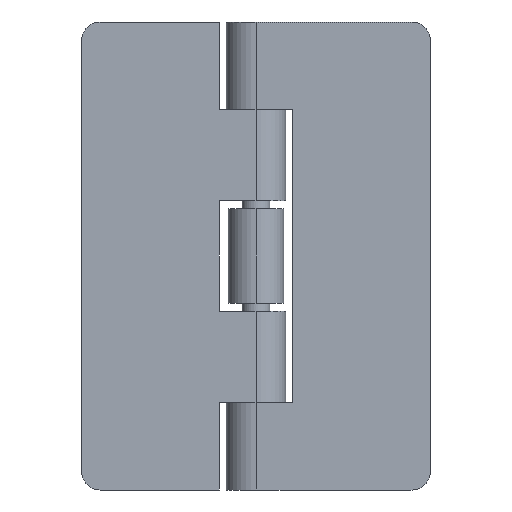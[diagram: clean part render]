
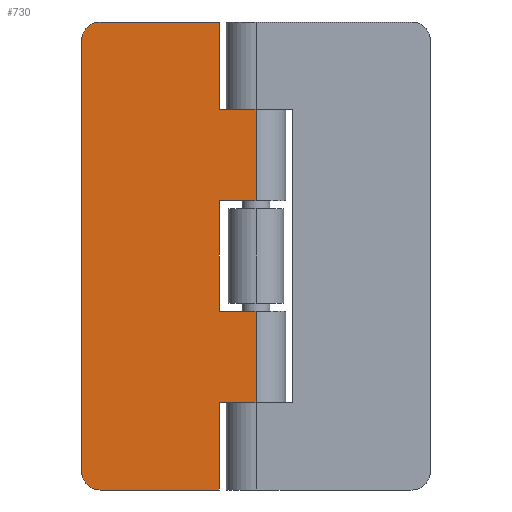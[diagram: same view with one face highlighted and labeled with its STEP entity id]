
A CAD part, front view. The second image highlights one B-rep face of the part: STEP entity #730.
In plain terms, the highlighted planar face has unit normal (0, -1, 0).
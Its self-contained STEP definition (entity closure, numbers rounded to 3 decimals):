
#423 = ORIENTED_EDGE ( 'NONE', *, *, #800, .F. ) ;
#475 = EDGE_CURVE ( 'NONE', #801, #728, #651, .T. ) ;
#626 = CARTESIAN_POINT ( 'NONE',  ( -4., -3.25, 25.5 ) ) ;
#627 = LINE ( 'NONE', #626, #686 ) ;
#647 = DIRECTION ( 'NONE',  ( -1., 0., 0. ) ) ;
#648 = DIRECTION ( 'NONE',  ( 0., -1., 0. ) ) ;
#649 = ORIENTED_EDGE ( 'NONE', *, *, #475, .T. ) ;
#650 = AXIS2_PLACEMENT_3D ( 'NONE', #655, #648, #647 ) ;
#651 = CIRCLE ( 'NONE', #650, 2. ) ;
#655 = CARTESIAN_POINT ( 'NONE',  ( -17., -3.25, 23.5 ) ) ;
#685 = DIRECTION ( 'NONE',  ( 0., 0., 1. ) ) ;
#686 = VECTOR ( 'NONE', #685, 1000. ) ;
#695 = ORIENTED_EDGE ( 'NONE', *, *, #696, .T. ) ;
#696 = EDGE_CURVE ( 'NONE', #922, #803, #627, .T. ) ;
#716 = ORIENTED_EDGE ( 'NONE', *, *, #727, .T. ) ;
#719 = EDGE_LOOP ( 'NONE', ( #716, #920, #923, #910, #898, #906, #905, #929, #924, #914, #921, #695, #423, #649 ) ) ;
#727 = EDGE_CURVE ( 'NONE', #728, #729, #975, .T. ) ;
#728 = VERTEX_POINT ( 'NONE', #971 ) ;
#729 = VERTEX_POINT ( 'NONE', #970 ) ;
#730 = ADVANCED_FACE ( 'NONE', ( #969 ), #968, .F. ) ;
#795 = EDGE_CURVE ( 'NONE', #802, #798, #1103, .T. ) ;
#798 = VERTEX_POINT ( 'NONE', #1095 ) ;
#800 = EDGE_CURVE ( 'NONE', #801, #803, #1089, .T. ) ;
#801 = VERTEX_POINT ( 'NONE', #1085 ) ;
#802 = VERTEX_POINT ( 'NONE', #1084 ) ;
#803 = VERTEX_POINT ( 'NONE', #1083 ) ;
#831 = VERTEX_POINT ( 'NONE', #1164 ) ;
#863 = VERTEX_POINT ( 'NONE', #1220 ) ;
#877 = VERTEX_POINT ( 'NONE', #1260 ) ;
#880 = EDGE_CURVE ( 'NONE', #863, #877, #1258, .T. ) ;
#897 = EDGE_CURVE ( 'NONE', #831, #899, #1279, .T. ) ;
#898 = ORIENTED_EDGE ( 'NONE', *, *, #901, .T. ) ;
#899 = VERTEX_POINT ( 'NONE', #1275 ) ;
#900 = VERTEX_POINT ( 'NONE', #1274 ) ;
#901 = EDGE_CURVE ( 'NONE', #908, #900, #1273, .T. ) ;
#904 = EDGE_CURVE ( 'NONE', #877, #908, #1264, .T. ) ;
#905 = ORIENTED_EDGE ( 'NONE', *, *, #897, .T. ) ;
#906 = ORIENTED_EDGE ( 'NONE', *, *, #909, .F. ) ;
#908 = VERTEX_POINT ( 'NONE', #1324 ) ;
#909 = EDGE_CURVE ( 'NONE', #831, #900, #1323, .T. ) ;
#910 = ORIENTED_EDGE ( 'NONE', *, *, #904, .T. ) ;
#914 = ORIENTED_EDGE ( 'NONE', *, *, #795, .F. ) ;
#915 = EDGE_CURVE ( 'NONE', #729, #863, #1317, .T. ) ;
#919 = EDGE_CURVE ( 'NONE', #802, #922, #1308, .T. ) ;
#920 = ORIENTED_EDGE ( 'NONE', *, *, #915, .T. ) ;
#921 = ORIENTED_EDGE ( 'NONE', *, *, #919, .T. ) ;
#922 = VERTEX_POINT ( 'NONE', #1304 ) ;
#923 = ORIENTED_EDGE ( 'NONE', *, *, #880, .T. ) ;
#924 = ORIENTED_EDGE ( 'NONE', *, *, #925, .T. ) ;
#925 = EDGE_CURVE ( 'NONE', #931, #798, #1303, .T. ) ;
#927 = EDGE_CURVE ( 'NONE', #899, #931, #1299, .T. ) ;
#929 = ORIENTED_EDGE ( 'NONE', *, *, #927, .T. ) ;
#931 = VERTEX_POINT ( 'NONE', #1295 ) ;
#964 = DIRECTION ( 'NONE',  ( -1., 0., 0. ) ) ;
#965 = DIRECTION ( 'NONE',  ( 0., 1., 0. ) ) ;
#966 = CARTESIAN_POINT ( 'NONE',  ( 0., -3.25, 25.5 ) ) ;
#967 = AXIS2_PLACEMENT_3D ( 'NONE', #966, #965, #964 ) ;
#968 = PLANE ( 'NONE',  #967 ) ;
#969 = FACE_OUTER_BOUND ( 'NONE', #719, .T. ) ;
#970 = CARTESIAN_POINT ( 'NONE',  ( -19., -3.25, -23.5 ) ) ;
#971 = CARTESIAN_POINT ( 'NONE',  ( -19., -3.25, 23.5 ) ) ;
#972 = DIRECTION ( 'NONE',  ( 0., 0., -1. ) ) ;
#973 = VECTOR ( 'NONE', #972, 1000. ) ;
#974 = CARTESIAN_POINT ( 'NONE',  ( -19., -3.25, 25.5 ) ) ;
#975 = LINE ( 'NONE', #974, #973 ) ;
#1083 = CARTESIAN_POINT ( 'NONE',  ( -4., -3.25, 25.5 ) ) ;
#1084 = CARTESIAN_POINT ( 'NONE',  ( 0., -3.25, 16. ) ) ;
#1085 = CARTESIAN_POINT ( 'NONE',  ( -17., -3.25, 25.5 ) ) ;
#1086 = DIRECTION ( 'NONE',  ( 1., 0., 0. ) ) ;
#1087 = VECTOR ( 'NONE', #1086, 1000. ) ;
#1088 = CARTESIAN_POINT ( 'NONE',  ( 0., -3.25, 25.5 ) ) ;
#1089 = LINE ( 'NONE', #1088, #1087 ) ;
#1095 = CARTESIAN_POINT ( 'NONE',  ( 0., -3.25, 6. ) ) ;
#1100 = DIRECTION ( 'NONE',  ( 0., 0., -1. ) ) ;
#1101 = VECTOR ( 'NONE', #1100, 1000. ) ;
#1102 = CARTESIAN_POINT ( 'NONE',  ( 0., -3.25, 25.5 ) ) ;
#1103 = LINE ( 'NONE', #1102, #1101 ) ;
#1164 = CARTESIAN_POINT ( 'NONE',  ( 0., -3.25, -6. ) ) ;
#1220 = CARTESIAN_POINT ( 'NONE',  ( -17., -3.25, -25.5 ) ) ;
#1250 = DIRECTION ( 'NONE',  ( 1., 0., 0. ) ) ;
#1251 = VECTOR ( 'NONE', #1250, 1000. ) ;
#1252 = CARTESIAN_POINT ( 'NONE',  ( 0., -3.25, -25.5 ) ) ;
#1258 = LINE ( 'NONE', #1252, #1251 ) ;
#1260 = CARTESIAN_POINT ( 'NONE',  ( -4., -3.25, -25.5 ) ) ;
#1264 = LINE ( 'NONE', #1327, #1326 ) ;
#1270 = DIRECTION ( 'NONE',  ( 1., 0., 0. ) ) ;
#1271 = VECTOR ( 'NONE', #1270, 1000. ) ;
#1272 = CARTESIAN_POINT ( 'NONE',  ( 0., -3.25, -16. ) ) ;
#1273 = LINE ( 'NONE', #1272, #1271 ) ;
#1274 = CARTESIAN_POINT ( 'NONE',  ( 0., -3.25, -16. ) ) ;
#1275 = CARTESIAN_POINT ( 'NONE',  ( -4., -3.25, -6. ) ) ;
#1276 = DIRECTION ( 'NONE',  ( -1., 0., 0. ) ) ;
#1277 = VECTOR ( 'NONE', #1276, 1000. ) ;
#1278 = CARTESIAN_POINT ( 'NONE',  ( 0., -3.25, -6. ) ) ;
#1279 = LINE ( 'NONE', #1278, #1277 ) ;
#1295 = CARTESIAN_POINT ( 'NONE',  ( -4., -3.25, 6. ) ) ;
#1296 = DIRECTION ( 'NONE',  ( 0., 0., 1. ) ) ;
#1297 = VECTOR ( 'NONE', #1296, 1000. ) ;
#1298 = CARTESIAN_POINT ( 'NONE',  ( -4., -3.25, 25.5 ) ) ;
#1299 = LINE ( 'NONE', #1298, #1297 ) ;
#1300 = DIRECTION ( 'NONE',  ( 1., 0., 0. ) ) ;
#1301 = VECTOR ( 'NONE', #1300, 1000. ) ;
#1302 = CARTESIAN_POINT ( 'NONE',  ( 0., -3.25, 6. ) ) ;
#1303 = LINE ( 'NONE', #1302, #1301 ) ;
#1304 = CARTESIAN_POINT ( 'NONE',  ( -4., -3.25, 16. ) ) ;
#1305 = DIRECTION ( 'NONE',  ( -1., 0., 0. ) ) ;
#1306 = VECTOR ( 'NONE', #1305, 1000. ) ;
#1307 = CARTESIAN_POINT ( 'NONE',  ( 0., -3.25, 16. ) ) ;
#1308 = LINE ( 'NONE', #1307, #1306 ) ;
#1313 = DIRECTION ( 'NONE',  ( -1., 0., 0. ) ) ;
#1314 = DIRECTION ( 'NONE',  ( 0., -1., 0. ) ) ;
#1315 = CARTESIAN_POINT ( 'NONE',  ( -17., -3.25, -23.5 ) ) ;
#1316 = AXIS2_PLACEMENT_3D ( 'NONE', #1315, #1314, #1313 ) ;
#1317 = CIRCLE ( 'NONE', #1316, 2. ) ;
#1320 = DIRECTION ( 'NONE',  ( 0., 0., -1. ) ) ;
#1321 = VECTOR ( 'NONE', #1320, 1000. ) ;
#1322 = CARTESIAN_POINT ( 'NONE',  ( 0., -3.25, 25.5 ) ) ;
#1323 = LINE ( 'NONE', #1322, #1321 ) ;
#1324 = CARTESIAN_POINT ( 'NONE',  ( -4., -3.25, -16. ) ) ;
#1325 = DIRECTION ( 'NONE',  ( 0., 0., 1. ) ) ;
#1326 = VECTOR ( 'NONE', #1325, 1000. ) ;
#1327 = CARTESIAN_POINT ( 'NONE',  ( -4., -3.25, 25.5 ) ) ;
